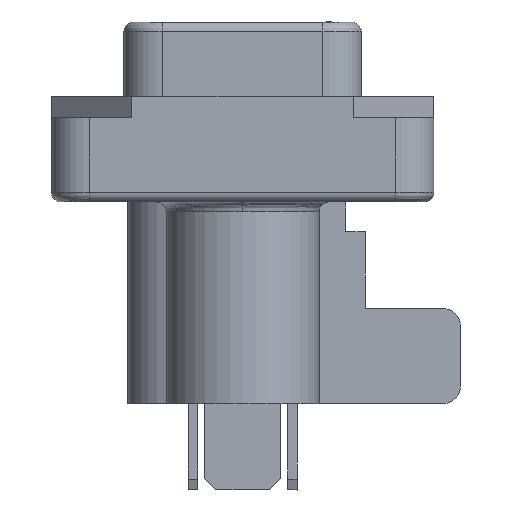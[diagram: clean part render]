
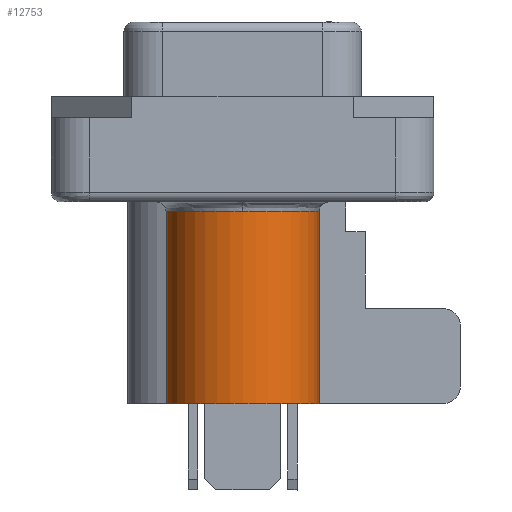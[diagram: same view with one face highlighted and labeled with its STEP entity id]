
A CAD part, left-side view. The second image highlights one B-rep face of the part: STEP entity #12753.
In plain terms, the highlighted cylindrical face has radius 2 mm (diameter 4 mm), a partial arc.
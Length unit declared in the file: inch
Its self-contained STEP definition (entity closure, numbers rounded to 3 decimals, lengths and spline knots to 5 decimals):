
#51 = CARTESIAN_POINT ( 'NONE',  ( -0.22365, 0.03271, -0.31654 ) ) ;
#141 = CARTESIAN_POINT ( 'NONE',  ( -0.22365, -0.03271, -0.1185 ) ) ;
#152 = CARTESIAN_POINT ( 'NONE',  ( -0.22365, -0.03271, -0.31654 ) ) ;
#226 = CARTESIAN_POINT ( 'NONE',  ( -0.22365, 0.03271, -0.1185 ) ) ;
#2642 = AXIS2_PLACEMENT_3D ( 'NONE', #16985, #16984, #16980 ) ;
#2684 = AXIS2_PLACEMENT_3D ( 'NONE', #17488, #17489, #17490 ) ;
#2697 = AXIS2_PLACEMENT_3D ( 'NONE', #17785, #17786, #17787 ) ;
#2700 = AXIS2_PLACEMENT_3D ( 'NONE', #17830, #17831, #17832 ) ;
#8782 = VERTEX_POINT ( 'NONE', #51 ) ;
#8873 = VERTEX_POINT ( 'NONE', #141 ) ;
#8884 = VERTEX_POINT ( 'NONE', #152 ) ;
#8969 = VERTEX_POINT ( 'NONE', #226 ) ;
#12000 = FACE_OUTER_BOUND ( 'NONE', #16147, .T. ) ;
#12004 = CYLINDRICAL_SURFACE ( 'NONE', #2642, 0.07874 ) ;
#12071 = CIRCLE ( 'NONE', #2684, 0.07874 ) ;
#12187 = CIRCLE ( 'NONE', #2697, 0.07874 ) ;
#12209 = CIRCLE ( 'NONE', #2700, 0.07874 ) ;
#12753 = ADVANCED_FACE ( 'NONE', ( #12000 ), #12004, .T. ) ;
#14077 = VERTEX_POINT ( 'NONE', #17406 ) ;
#14220 = EDGE_CURVE ( 'NONE', #8782, #8884, #12071, .T. ) ;
#14335 = EDGE_CURVE ( 'NONE', #8873, #14077, #12187, .T. ) ;
#14364 = EDGE_CURVE ( 'NONE', #14077, #8969, #12209, .T. ) ;
#14717 = EDGE_CURVE ( 'NONE', #8884, #8873, #19055, .T. ) ;
#14738 = EDGE_CURVE ( 'NONE', #8969, #8782, #19076, .T. ) ;
#16147 = EDGE_LOOP ( 'NONE', ( #20452, #20453, #20454, #20455, #20456 ) ) ;
#16980 = DIRECTION ( 'NONE',  ( 1., 0., 0. ) ) ;
#16984 = DIRECTION ( 'NONE',  ( 0., 0., 1. ) ) ;
#16985 = CARTESIAN_POINT ( 'NONE',  ( -0.29528, 0., -0.31654 ) ) ;
#17406 = CARTESIAN_POINT ( 'NONE',  ( -0.37402, 0., -0.1185 ) ) ;
#17488 = CARTESIAN_POINT ( 'NONE',  ( -0.29528, 0., -0.31654 ) ) ;
#17489 = DIRECTION ( 'NONE',  ( 0., 0., 1. ) ) ;
#17490 = DIRECTION ( 'NONE',  ( 1., 0., 0. ) ) ;
#17785 = CARTESIAN_POINT ( 'NONE',  ( -0.29528, 0., -0.1185 ) ) ;
#17786 = DIRECTION ( 'NONE',  ( 0., 0., -1. ) ) ;
#17787 = DIRECTION ( 'NONE',  ( 1., 0., 0. ) ) ;
#17830 = CARTESIAN_POINT ( 'NONE',  ( -0.29528, 0., -0.1185 ) ) ;
#17831 = DIRECTION ( 'NONE',  ( 0., 0., -1. ) ) ;
#17832 = DIRECTION ( 'NONE',  ( 1., 0., 0. ) ) ;
#18519 = CARTESIAN_POINT ( 'NONE',  ( -0.22365, -0.03271, -0.31654 ) ) ;
#18520 = DIRECTION ( 'NONE',  ( 0., 0., 1. ) ) ;
#18567 = CARTESIAN_POINT ( 'NONE',  ( -0.22365, 0.03271, -0.31654 ) ) ;
#18568 = DIRECTION ( 'NONE',  ( 0., 0., -1. ) ) ;
#19055 = LINE ( 'NONE', #18519, #19058 ) ;
#19058 = VECTOR ( 'NONE', #18520, 39.37008 ) ;
#19076 = LINE ( 'NONE', #18567, #19077 ) ;
#19077 = VECTOR ( 'NONE', #18568, 39.37008 ) ;
#20452 = ORIENTED_EDGE ( 'NONE', *, *, #14738, .T. ) ;
#20453 = ORIENTED_EDGE ( 'NONE', *, *, #14220, .T. ) ;
#20454 = ORIENTED_EDGE ( 'NONE', *, *, #14717, .T. ) ;
#20455 = ORIENTED_EDGE ( 'NONE', *, *, #14335, .T. ) ;
#20456 = ORIENTED_EDGE ( 'NONE', *, *, #14364, .T. ) ;
